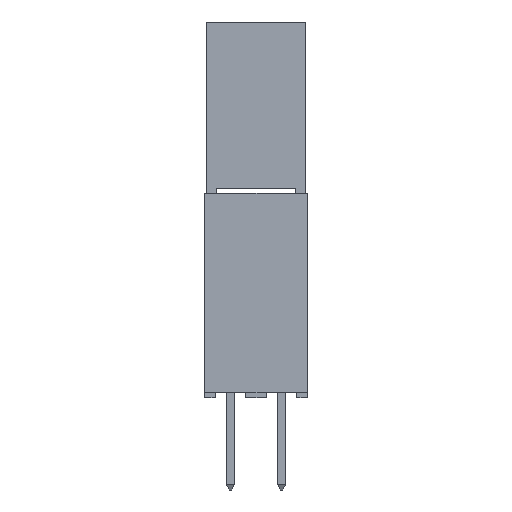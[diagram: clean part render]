
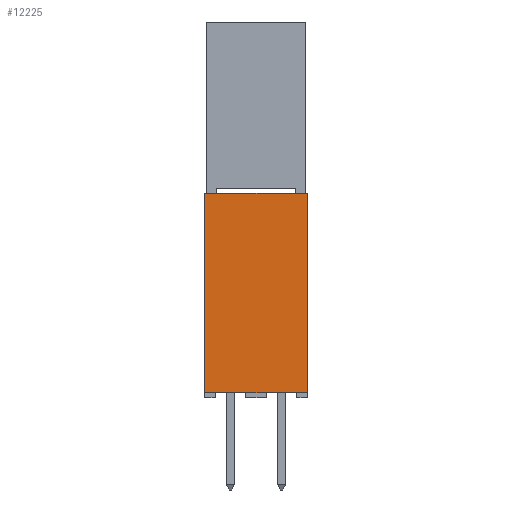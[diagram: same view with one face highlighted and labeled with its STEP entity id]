
A CAD part, left-side view. The second image highlights one B-rep face of the part: STEP entity #12225.
In plain terms, the highlighted planar face has unit normal (-1, 0, 0).
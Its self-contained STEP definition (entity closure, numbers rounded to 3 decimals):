
#599=FACE_OUTER_BOUND($,#1313,.T.);
#1313=EDGE_LOOP($,(#10484,#10485,#10486,#10487));
#2823=LINE($,#18857,#4519);
#2886=LINE($,#18978,#4582);
#2918=LINE($,#19035,#4614);
#2934=LINE($,#19062,#4630);
#4519=VECTOR($,#15430,5.08);
#4582=VECTOR($,#15495,9.906);
#4614=VECTOR($,#15535,9.906);
#4630=VECTOR($,#15555,5.08);
#5771=VERTEX_POINT($,#18854);
#5772=VERTEX_POINT($,#18856);
#5829=VERTEX_POINT($,#18976);
#5850=VERTEX_POINT($,#19034);
#7335=EDGE_CURVE($,#5772,#5771,#2823,.T.);
#7398=EDGE_CURVE($,#5829,#5771,#2886,.T.);
#7430=EDGE_CURVE($,#5850,#5772,#2918,.T.);
#7446=EDGE_CURVE($,#5850,#5829,#2934,.T.);
#10484=ORIENTED_EDGE($,*,*,#7335,.T.);
#10485=ORIENTED_EDGE($,*,*,#7398,.F.);
#10486=ORIENTED_EDGE($,*,*,#7446,.F.);
#10487=ORIENTED_EDGE($,*,*,#7430,.T.);
#11569=PLANE($,#12904);
#12225=ADVANCED_FACE($,(#599),#11569,.F.);
#12904=AXIS2_PLACEMENT_3D($,#19061,#15553,#15554);
#15430=DIRECTION($,(0.,-1.,0.));
#15495=DIRECTION($,(0.,0.,-1.));
#15535=DIRECTION($,(0.,0.,-1.));
#15553=DIRECTION('center_axis',(1.,0.,0.));
#15554=DIRECTION('ref_axis',(0.,1.,0.));
#15555=DIRECTION($,(0.,-1.,0.));
#18854=CARTESIAN_POINT('',(-31.864,-2.54,0.254));
#18856=CARTESIAN_POINT('',(-31.864,2.54,0.254));
#18857=CARTESIAN_POINT($,(-31.864,2.54,0.254));
#18976=CARTESIAN_POINT('',(-31.864,-2.54,10.16));
#18978=CARTESIAN_POINT($,(-31.864,-2.54,10.16));
#19034=CARTESIAN_POINT('',(-31.864,2.54,10.16));
#19035=CARTESIAN_POINT($,(-31.864,2.54,10.16));
#19061=CARTESIAN_POINT('Origin',(-31.864,2.54,10.16));
#19062=CARTESIAN_POINT($,(-31.864,2.54,10.16));
